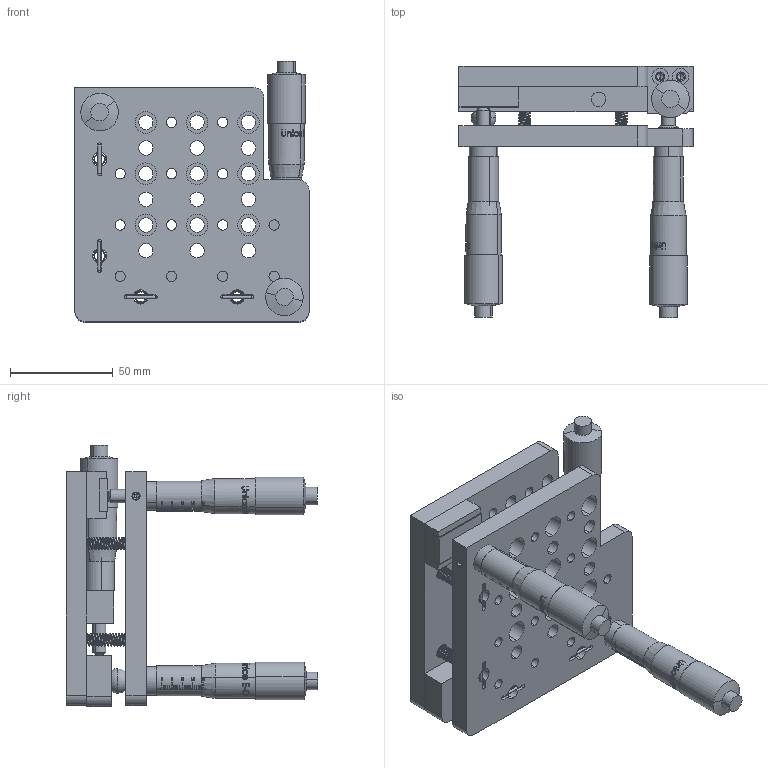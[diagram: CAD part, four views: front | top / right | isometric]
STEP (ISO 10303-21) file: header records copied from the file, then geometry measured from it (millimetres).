
FILE_DESCRIPTION (( 'STEP AP203' ), '1' );
FILE_NAME ('05TRP-4M.STEP', '2016-08-31T00:46:49', ( 'Microsoft' ), ( 'Microsoft' ), 'SwSTEP 2.0', 'SolidWorks 2016', '' );
FILE_SCHEMA (( 'CONFIG_CONTROL_DESIGN' ));
Length unit declared in the file: millimetre
Products named in the file (1): 05TRP-4M
Bounding box: 114 x 122.46 x 127.2 mm (x, y, z)
Volume: 285993 mm3; surface area: 118039.5 mm2
Topology: 32 solids, 32 shells, 1778 faces, 4656 edges, 3022 vertices
Faces by surface type: plane 995, cylinder 358, bspline 350, cone 49, torus 16, sphere 10
Entity records: 99307 total; most frequent: CARTESIAN_POINT 57356, ORIENTED_EDGE 9254, DIRECTION 7574, EDGE_CURVE 4627, VERTEX_POINT 3016, VECTOR 2626, LINE 2626, AXIS2_PLACEMENT_3D 2474
